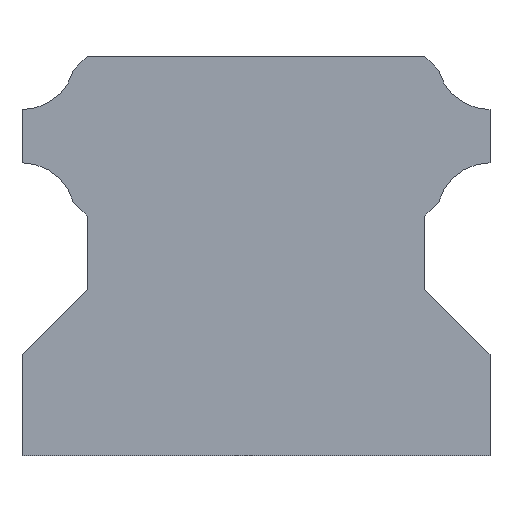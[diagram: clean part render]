
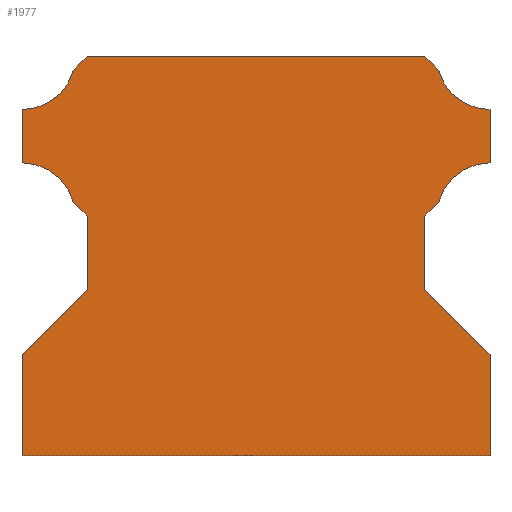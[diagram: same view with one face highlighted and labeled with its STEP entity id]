
A CAD part, front view. The second image highlights one B-rep face of the part: STEP entity #1977.
In plain terms, the highlighted planar face has unit normal (0, -1, 0).
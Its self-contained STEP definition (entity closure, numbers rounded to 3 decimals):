
#18=LINE('',#3354,#64);
#22=LINE('',#3366,#68);
#26=LINE('',#3378,#72);
#29=LINE('',#3384,#75);
#32=LINE('',#3390,#78);
#35=LINE('',#3396,#81);
#36=LINE('',#3399,#82);
#37=LINE('',#3401,#83);
#38=LINE('',#3403,#84);
#39=LINE('',#3405,#85);
#40=LINE('',#3407,#86);
#41=LINE('',#3411,#87);
#42=LINE('',#3415,#88);
#43=LINE('',#3416,#89);
#64=VECTOR('',#2830,10.);
#68=VECTOR('',#2842,10.);
#72=VECTOR('',#2854,10.);
#75=VECTOR('',#2859,10.);
#78=VECTOR('',#2864,10.);
#81=VECTOR('',#2869,10.);
#82=VECTOR('',#2872,10.);
#83=VECTOR('',#2873,10.);
#84=VECTOR('',#2874,10.);
#85=VECTOR('',#2875,10.);
#86=VECTOR('',#2876,10.);
#87=VECTOR('',#2879,10.);
#88=VECTOR('',#2882,10.);
#89=VECTOR('',#2883,10.);
#499=FACE_OUTER_BOUND('',#747,.T.);
#747=EDGE_LOOP('',(#1649,#1650,#1651,#1652,#1653,#1654,#1655,#1656,#1657,
#1658,#1659,#1660,#1661,#1662,#1663,#1664,#1665,#1666));
#988=CIRCLE('',#2266,3.867);
#990=CIRCLE('',#2270,3.867);
#991=CIRCLE('',#2276,3.867);
#992=CIRCLE('',#2277,3.867);
#1147=VERTEX_POINT('',#3347);
#1150=VERTEX_POINT('',#3352);
#1152=VERTEX_POINT('',#3358);
#1154=VERTEX_POINT('',#3364);
#1156=VERTEX_POINT('',#3370);
#1158=VERTEX_POINT('',#3376);
#1160=VERTEX_POINT('',#3382);
#1162=VERTEX_POINT('',#3388);
#1164=VERTEX_POINT('',#3394);
#1165=VERTEX_POINT('',#3398);
#1166=VERTEX_POINT('',#3400);
#1167=VERTEX_POINT('',#3402);
#1168=VERTEX_POINT('',#3404);
#1169=VERTEX_POINT('',#3406);
#1170=VERTEX_POINT('',#3408);
#1171=VERTEX_POINT('',#3410);
#1172=VERTEX_POINT('',#3412);
#1173=VERTEX_POINT('',#3414);
#1338=EDGE_CURVE('',#1147,#1150,#18,.T.);
#1341=EDGE_CURVE('',#1150,#1152,#988,.T.);
#1344=EDGE_CURVE('',#1152,#1154,#22,.T.);
#1347=EDGE_CURVE('',#1154,#1156,#990,.T.);
#1350=EDGE_CURVE('',#1156,#1158,#26,.T.);
#1353=EDGE_CURVE('',#1158,#1160,#29,.T.);
#1356=EDGE_CURVE('',#1160,#1162,#32,.T.);
#1359=EDGE_CURVE('',#1162,#1164,#35,.T.);
#1360=EDGE_CURVE('',#1164,#1165,#36,.T.);
#1361=EDGE_CURVE('',#1165,#1166,#37,.T.);
#1362=EDGE_CURVE('',#1166,#1167,#38,.T.);
#1363=EDGE_CURVE('',#1167,#1168,#39,.T.);
#1364=EDGE_CURVE('',#1168,#1169,#40,.T.);
#1365=EDGE_CURVE('',#1169,#1170,#991,.T.);
#1366=EDGE_CURVE('',#1170,#1171,#41,.T.);
#1367=EDGE_CURVE('',#1171,#1172,#992,.T.);
#1368=EDGE_CURVE('',#1172,#1173,#42,.T.);
#1369=EDGE_CURVE('',#1173,#1147,#43,.T.);
#1649=ORIENTED_EDGE('',*,*,#1360,.T.);
#1650=ORIENTED_EDGE('',*,*,#1361,.T.);
#1651=ORIENTED_EDGE('',*,*,#1362,.T.);
#1652=ORIENTED_EDGE('',*,*,#1363,.T.);
#1653=ORIENTED_EDGE('',*,*,#1364,.T.);
#1654=ORIENTED_EDGE('',*,*,#1365,.T.);
#1655=ORIENTED_EDGE('',*,*,#1366,.T.);
#1656=ORIENTED_EDGE('',*,*,#1367,.T.);
#1657=ORIENTED_EDGE('',*,*,#1368,.T.);
#1658=ORIENTED_EDGE('',*,*,#1369,.T.);
#1659=ORIENTED_EDGE('',*,*,#1338,.T.);
#1660=ORIENTED_EDGE('',*,*,#1341,.T.);
#1661=ORIENTED_EDGE('',*,*,#1344,.T.);
#1662=ORIENTED_EDGE('',*,*,#1347,.T.);
#1663=ORIENTED_EDGE('',*,*,#1350,.T.);
#1664=ORIENTED_EDGE('',*,*,#1353,.T.);
#1665=ORIENTED_EDGE('',*,*,#1356,.T.);
#1666=ORIENTED_EDGE('',*,*,#1359,.T.);
#1845=PLANE('',#2275);
#1977=ADVANCED_FACE('',(#499),#1845,.F.);
#2266=AXIS2_PLACEMENT_3D('',#3360,#2836,#2837);
#2270=AXIS2_PLACEMENT_3D('',#3372,#2848,#2849);
#2275=AXIS2_PLACEMENT_3D('',#3397,#2870,#2871);
#2276=AXIS2_PLACEMENT_3D('',#3409,#2877,#2878);
#2277=AXIS2_PLACEMENT_3D('',#3413,#2880,#2881);
#2830=DIRECTION('',(-0.707,0.,-0.707));
#2836=DIRECTION('center_axis',(0.,1.,0.));
#2837=DIRECTION('ref_axis',(-0.966,0.,0.259));
#2842=DIRECTION('',(0.,0.,-1.));
#2848=DIRECTION('center_axis',(0.,1.,0.));
#2849=DIRECTION('ref_axis',(0.,0.,-1.));
#2854=DIRECTION('',(0.707,0.,-0.707));
#2859=DIRECTION('',(0.,0.,-1.));
#2864=DIRECTION('',(-0.707,0.,-0.707));
#2869=DIRECTION('',(0.,0.,-1.));
#2870=DIRECTION('center_axis',(0.,1.,0.));
#2871=DIRECTION('ref_axis',(0.,0.,1.));
#2872=DIRECTION('',(1.,0.,0.));
#2873=DIRECTION('',(0.,0.,1.));
#2874=DIRECTION('',(-0.707,0.,0.707));
#2875=DIRECTION('',(0.,0.,1.));
#2876=DIRECTION('',(0.707,0.,0.707));
#2877=DIRECTION('center_axis',(0.,1.,0.));
#2878=DIRECTION('ref_axis',(0.966,0.,-0.259));
#2879=DIRECTION('',(0.,0.,1.));
#2880=DIRECTION('center_axis',(0.,1.,0.));
#2881=DIRECTION('ref_axis',(0.,0.,1.));
#2882=DIRECTION('',(-0.707,0.,0.707));
#2883=DIRECTION('',(-1.,0.,0.));
#3347=CARTESIAN_POINT('',(-12.265,-1500.,29.));
#3352=CARTESIAN_POINT('',(-13.265,-1500.,28.));
#3354=CARTESIAN_POINT('',(-13.265,-1500.,28.));
#3358=CARTESIAN_POINT('',(-17.,-1500.,25.133));
#3360=CARTESIAN_POINT('Origin',(-17.,-1500.,29.));
#3364=CARTESIAN_POINT('',(-17.,-1500.,21.267));
#3366=CARTESIAN_POINT('',(-17.,-1500.,21.267));
#3370=CARTESIAN_POINT('',(-13.265,-1500.,18.4));
#3372=CARTESIAN_POINT('Origin',(-17.,-1500.,17.4));
#3376=CARTESIAN_POINT('',(-12.265,-1500.,17.4));
#3378=CARTESIAN_POINT('',(-12.265,-1500.,17.4));
#3382=CARTESIAN_POINT('',(-12.265,-1500.,12.083));
#3384=CARTESIAN_POINT('',(-12.265,-1500.,12.083));
#3388=CARTESIAN_POINT('',(-17.,-1500.,7.348));
#3390=CARTESIAN_POINT('',(-17.,-1500.,7.348));
#3394=CARTESIAN_POINT('',(-17.,-1500.,0.));
#3396=CARTESIAN_POINT('',(-17.,-1500.,0.));
#3397=CARTESIAN_POINT('Origin',(7.856,-1500.,13.905));
#3398=CARTESIAN_POINT('',(17.,-1500.,0.));
#3399=CARTESIAN_POINT('',(0.,-1500.,0.));
#3400=CARTESIAN_POINT('',(17.,-1500.,7.348));
#3401=CARTESIAN_POINT('',(17.,-1500.,7.348));
#3402=CARTESIAN_POINT('',(12.265,-1500.,12.083));
#3403=CARTESIAN_POINT('',(12.265,-1500.,12.083));
#3404=CARTESIAN_POINT('',(12.265,-1500.,17.4));
#3405=CARTESIAN_POINT('',(12.265,-1500.,17.4));
#3406=CARTESIAN_POINT('',(13.265,-1500.,18.4));
#3407=CARTESIAN_POINT('',(13.265,-1500.,18.4));
#3408=CARTESIAN_POINT('',(17.,-1500.,21.267));
#3409=CARTESIAN_POINT('Origin',(17.,-1500.,17.4));
#3410=CARTESIAN_POINT('',(17.,-1500.,25.133));
#3411=CARTESIAN_POINT('',(17.,-1500.,25.133));
#3412=CARTESIAN_POINT('',(13.265,-1500.,28.));
#3413=CARTESIAN_POINT('Origin',(17.,-1500.,29.));
#3414=CARTESIAN_POINT('',(12.265,-1500.,29.));
#3415=CARTESIAN_POINT('',(12.265,-1500.,29.));
#3416=CARTESIAN_POINT('',(0.,-1500.,29.));
